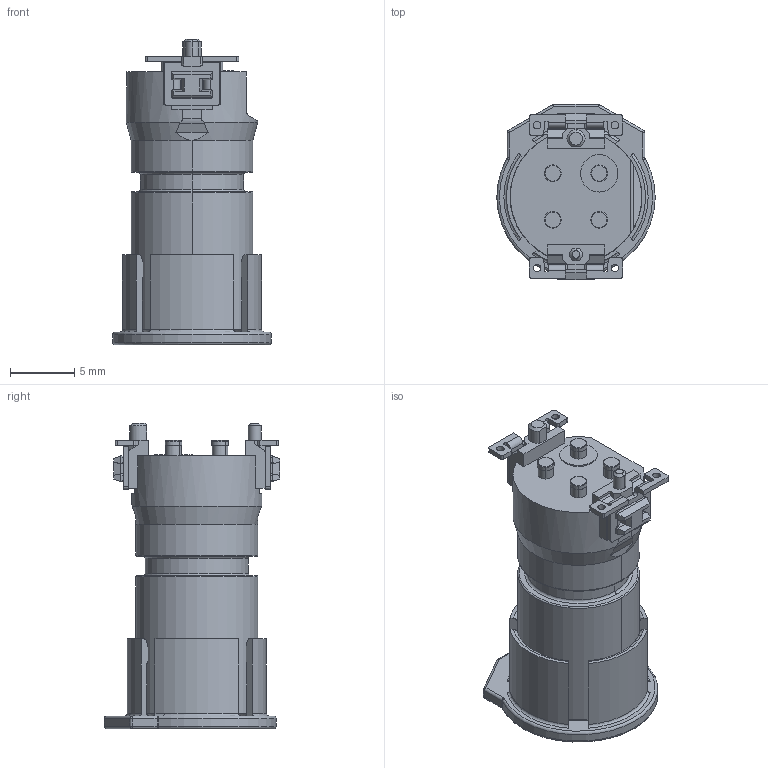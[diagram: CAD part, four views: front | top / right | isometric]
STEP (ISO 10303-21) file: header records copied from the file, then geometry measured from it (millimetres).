
FILE_DESCRIPTION((''),'2;1');
FILE_NAME('1411931_ASM','2018-06-13T',('cosa01'),(''),'PRO/ENGINEER BY PARAMETRIC TECHNOLOGY CORPORATION, 2014200','PRO/ENGINEER BY PARAMETRIC TECHNOLOGY CORPORATION, 2014200','');
FILE_SCHEMA(('AUTOMOTIVE_DESIGN { 1 0 10303 214 1 1 1 1 }'));
Length unit declared in the file: millimetre
Products named in the file (3): 1411931; 415900; 1411931_ASM
Assembly tree (2 placements, depth 2):
  1411931_ASM
    1411931
    415900
Bounding box: 12.3 x 13.65 x 23.75 mm (x, y, z)
Volume: 1349.9 mm3; surface area: 2030.1 mm2
Topology: 2 solids, 2 shells, 711 faces, 1839 edges, 1162 vertices
Faces by surface type: plane 394, cylinder 203, torus 58, cone 32, bspline 16, sphere 8
Entity records: 22584 total; most frequent: CARTESIAN_POINT 4605, ORIENTED_EDGE 3678, DIRECTION 3624, EDGE_CURVE 1839, AXIS2_PLACEMENT_3D 1226, VECTOR 1172, LINE 1172, VERTEX_POINT 1162
